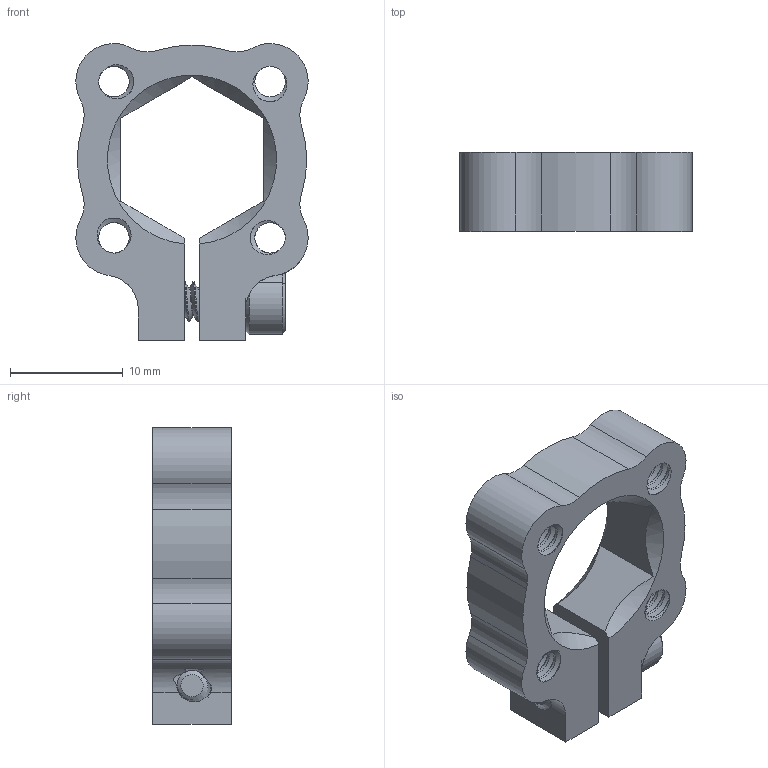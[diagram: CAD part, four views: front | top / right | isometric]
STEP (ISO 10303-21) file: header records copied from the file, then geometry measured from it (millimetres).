
FILE_DESCRIPTION (( 'STEP AP203' ), '1' );
FILE_NAME ('545674 assembly.STEP', '2016-08-18T16:34:47', ( '' ), ( '' ), 'SwSTEP 2.0', 'SolidWorks 2014', '' );
FILE_SCHEMA (( 'CONFIG_CONTROL_DESIGN' ));
Length unit declared in the file: inch
Products named in the file (3): 632110_90128A121; 545674 assembly; 545674
Assembly tree (2 placements, depth 2):
  545674 assembly
    545674
    632110_90128A121
Bounding box: 20.57 x 6.99 x 26.29 mm (x, y, z)
Volume: 1936.8 mm3; surface area: 2330.9 mm2
Topology: 2 solids, 2 shells, 298 faces, 863 edges, 570 vertices
Faces by surface type: cylinder 245, plane 24, cone 16, bspline 13
Entity records: 18290 total; most frequent: CARTESIAN_POINT 11526, ORIENTED_EDGE 1726, DIRECTION 1024, EDGE_CURVE 863, VERTEX_POINT 570, AXIS2_PLACEMENT_3D 374, EDGE_LOOP 311, ADVANCED_FACE 298
